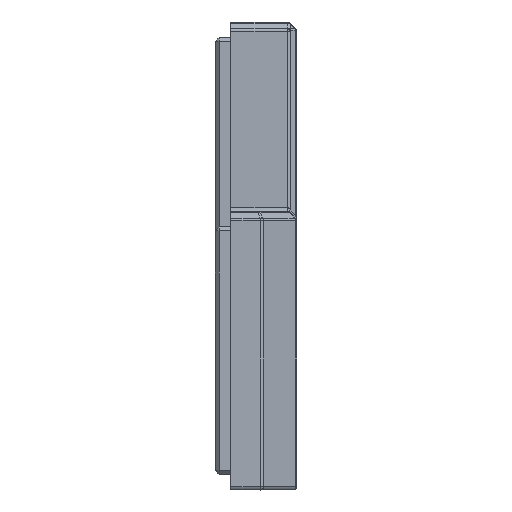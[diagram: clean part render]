
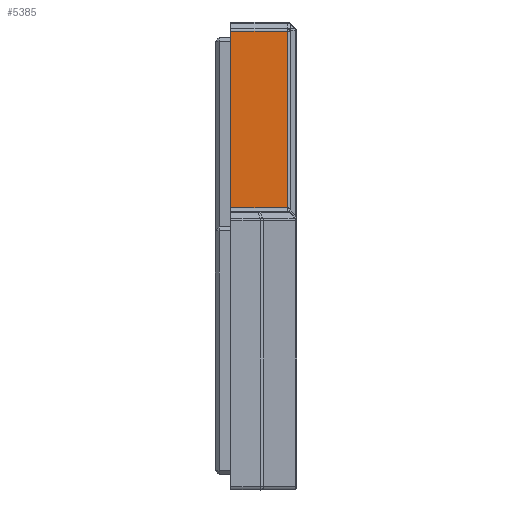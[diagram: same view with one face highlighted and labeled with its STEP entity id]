
A CAD part, left-side view. The second image highlights one B-rep face of the part: STEP entity #5385.
In plain terms, the highlighted planar face has unit normal (-1, 0, 0).
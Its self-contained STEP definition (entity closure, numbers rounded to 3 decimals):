
#722=FACE_OUTER_BOUND('',#1063,.T.);
#1063=EDGE_LOOP('',(#4862,#4863,#4864,#4865));
#1264=LINE('',#8002,#1811);
#1382=LINE('',#8655,#1929);
#1385=LINE('',#8706,#1932);
#1390=LINE('',#8713,#1937);
#1811=VECTOR('',#6294,10.);
#1929=VECTOR('',#6896,10.);
#1932=VECTOR('',#6923,10.);
#1937=VECTOR('',#6932,10.);
#2324=VERTEX_POINT('',#7999);
#2325=VERTEX_POINT('',#8001);
#2491=VERTEX_POINT('',#8653);
#2497=VERTEX_POINT('',#8699);
#2818=EDGE_CURVE('',#2324,#2325,#1264,.T.);
#3084=EDGE_CURVE('',#2491,#2324,#1382,.T.);
#3095=EDGE_CURVE('',#2325,#2497,#1385,.T.);
#3100=EDGE_CURVE('',#2497,#2491,#1390,.T.);
#4862=ORIENTED_EDGE('',*,*,#3095,.F.);
#4863=ORIENTED_EDGE('',*,*,#2818,.F.);
#4864=ORIENTED_EDGE('',*,*,#3084,.F.);
#4865=ORIENTED_EDGE('',*,*,#3100,.F.);
#5053=PLANE('',#5935);
#5385=ADVANCED_FACE('',(#722),#5053,.T.);
#5935=AXIS2_PLACEMENT_3D('',#9290,#7553,#7554);
#6294=DIRECTION('',(0.,0.,1.));
#6896=DIRECTION('',(0.,1.,0.));
#6923=DIRECTION('',(0.,-1.,0.));
#6932=DIRECTION('',(0.,0.,-1.));
#7553=DIRECTION('center_axis',(-1.,0.,0.));
#7554=DIRECTION('ref_axis',(0.,0.,1.));
#7999=CARTESIAN_POINT('',(0.,8.55,-124.));
#8001=CARTESIAN_POINT('',(0.,8.55,-101.207));
#8002=CARTESIAN_POINT('',(0.,8.55,-100.));
#8653=CARTESIAN_POINT('',(0.,1.207,-124.));
#8655=CARTESIAN_POINT('',(0.,0.,-124.));
#8699=CARTESIAN_POINT('',(0.,1.207,-101.207));
#8706=CARTESIAN_POINT('',(0.,0.,-101.207));
#8713=CARTESIAN_POINT('',(0.,1.207,-124.188));
#9290=CARTESIAN_POINT('Origin',(0.,0.,-124.5));
